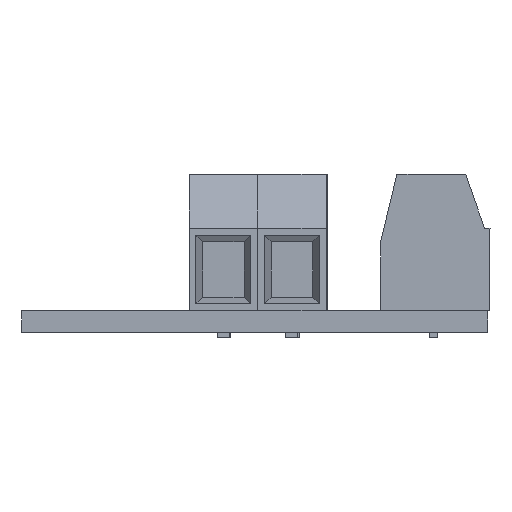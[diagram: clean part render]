
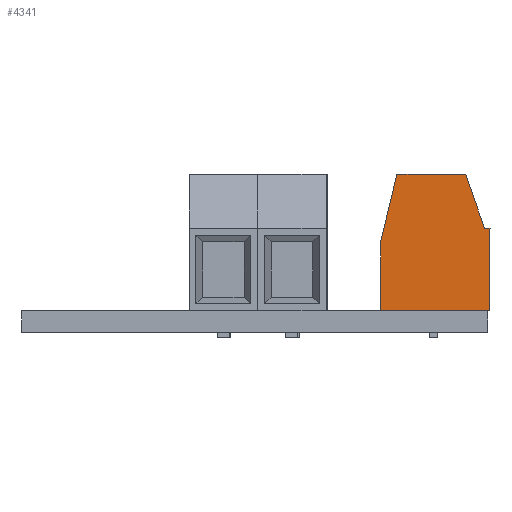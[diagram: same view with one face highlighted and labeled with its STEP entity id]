
A CAD part, left-side view. The second image highlights one B-rep face of the part: STEP entity #4341.
In plain terms, the highlighted planar face has unit normal (-1, 0, 0).
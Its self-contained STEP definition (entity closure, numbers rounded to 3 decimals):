
#3659 = PLANE('',#3660);
#3660 = AXIS2_PLACEMENT_3D('',#3661,#3662,#3663);
#3661 = CARTESIAN_POINT('',(0.,10.1,0.));
#3662 = DIRECTION('',(0.,-1.,0.));
#3663 = DIRECTION('',(0.,0.,-1.));
#3789 = EDGE_CURVE('',#3790,#3792,#3794,.T.);
#3790 = VERTEX_POINT('',#3791);
#3791 = CARTESIAN_POINT('',(0.,0.,-8.1));
#3792 = VERTEX_POINT('',#3793);
#3793 = CARTESIAN_POINT('',(0.,0.,0.));
#3794 = SURFACE_CURVE('',#3795,(#3799,#3811),.PCURVE_S1.);
#3795 = LINE('',#3796,#3797);
#3796 = CARTESIAN_POINT('',(0.,0.,0.));
#3797 = VECTOR('',#3798,1.);
#3798 = DIRECTION('',(0.,0.,1.));
#3799 = PCURVE('',#3800,#3805);
#3800 = PLANE('',#3801);
#3801 = AXIS2_PLACEMENT_3D('',#3802,#3803,#3804);
#3802 = CARTESIAN_POINT('',(0.,0.,0.));
#3803 = DIRECTION('',(0.,-1.,0.));
#3804 = DIRECTION('',(0.,0.,-1.));
#3805 = DEFINITIONAL_REPRESENTATION('',(#3806),#3810);
#3806 = LINE('',#3807,#3808);
#3807 = CARTESIAN_POINT('',(0.,0.));
#3808 = VECTOR('',#3809,1.);
#3809 = DIRECTION('',(-1.,0.));
#3810 = ( GEOMETRIC_REPRESENTATION_CONTEXT(2) 
PARAMETRIC_REPRESENTATION_CONTEXT() REPRESENTATION_CONTEXT('2D SPACE',''
  ) );
#3811 = PCURVE('',#3812,#3817);
#3812 = PLANE('',#3813);
#3813 = AXIS2_PLACEMENT_3D('',#3814,#3815,#3816);
#3814 = CARTESIAN_POINT('',(0.,10.1,0.));
#3815 = DIRECTION('',(1.,0.,0.));
#3816 = DIRECTION('',(0.,0.,-1.));
#3817 = DEFINITIONAL_REPRESENTATION('',(#3818),#3822);
#3818 = LINE('',#3819,#3820);
#3819 = CARTESIAN_POINT('',(0.,-10.1));
#3820 = VECTOR('',#3821,1.);
#3821 = DIRECTION('',(-1.,0.));
#3822 = ( GEOMETRIC_REPRESENTATION_CONTEXT(2) 
PARAMETRIC_REPRESENTATION_CONTEXT() REPRESENTATION_CONTEXT('2D SPACE',''
  ) );
#3840 = PLANE('',#3841);
#3841 = AXIS2_PLACEMENT_3D('',#3842,#3843,#3844);
#3842 = CARTESIAN_POINT('',(0.,10.1,-8.1));
#3843 = DIRECTION('',(0.,0.,1.));
#3844 = DIRECTION('',(1.,0.,0.));
#3894 = PLANE('',#3895);
#3895 = AXIS2_PLACEMENT_3D('',#3896,#3897,#3898);
#3896 = CARTESIAN_POINT('',(0.,10.1,0.));
#3897 = DIRECTION('',(0.,0.,-1.));
#3898 = DIRECTION('',(-1.,0.,0.));
#4100 = VERTEX_POINT('',#4101);
#4101 = CARTESIAN_POINT('',(0.,10.1,-6.9));
#4115 = PLANE('',#4116);
#4116 = AXIS2_PLACEMENT_3D('',#4117,#4118,#4119);
#4117 = CARTESIAN_POINT('',(0.,10.1,-6.9));
#4118 = DIRECTION('',(0.,-0.233,0.972));
#4119 = DIRECTION('',(-1.,0.,0.));
#4127 = EDGE_CURVE('',#4100,#4128,#4130,.T.);
#4128 = VERTEX_POINT('',#4129);
#4129 = CARTESIAN_POINT('',(0.,10.1,-1.8));
#4130 = SURFACE_CURVE('',#4131,(#4135,#4142),.PCURVE_S1.);
#4131 = LINE('',#4132,#4133);
#4132 = CARTESIAN_POINT('',(0.,10.1,0.));
#4133 = VECTOR('',#4134,1.);
#4134 = DIRECTION('',(0.,0.,1.));
#4135 = PCURVE('',#3659,#4136);
#4136 = DEFINITIONAL_REPRESENTATION('',(#4137),#4141);
#4137 = LINE('',#4138,#4139);
#4138 = CARTESIAN_POINT('',(0.,0.));
#4139 = VECTOR('',#4140,1.);
#4140 = DIRECTION('',(-1.,0.));
#4141 = ( GEOMETRIC_REPRESENTATION_CONTEXT(2) 
PARAMETRIC_REPRESENTATION_CONTEXT() REPRESENTATION_CONTEXT('2D SPACE',''
  ) );
#4142 = PCURVE('',#3812,#4143);
#4143 = DEFINITIONAL_REPRESENTATION('',(#4144),#4148);
#4144 = LINE('',#4145,#4146);
#4145 = CARTESIAN_POINT('',(0.,0.));
#4146 = VECTOR('',#4147,1.);
#4147 = DIRECTION('',(-1.,0.));
#4148 = ( GEOMETRIC_REPRESENTATION_CONTEXT(2) 
PARAMETRIC_REPRESENTATION_CONTEXT() REPRESENTATION_CONTEXT('2D SPACE',''
  ) );
#4164 = PLANE('',#4165);
#4165 = AXIS2_PLACEMENT_3D('',#4166,#4167,#4168);
#4166 = CARTESIAN_POINT('',(0.,6.1,-0.4));
#4167 = DIRECTION('',(0.,0.33,0.944));
#4168 = DIRECTION('',(1.,0.,0.));
#4341 = ADVANCED_FACE('',(#4342),#3812,.F.);
#4342 = FACE_BOUND('',#4343,.T.);
#4343 = EDGE_LOOP('',(#4344,#4345,#4368,#4389,#4390,#4413,#4441));
#4344 = ORIENTED_EDGE('',*,*,#4127,.F.);
#4345 = ORIENTED_EDGE('',*,*,#4346,.T.);
#4346 = EDGE_CURVE('',#4100,#4347,#4349,.T.);
#4347 = VERTEX_POINT('',#4348);
#4348 = CARTESIAN_POINT('',(0.,5.1,-8.1));
#4349 = SURFACE_CURVE('',#4350,(#4354,#4361),.PCURVE_S1.);
#4350 = LINE('',#4351,#4352);
#4351 = CARTESIAN_POINT('',(0.,10.1,-6.9));
#4352 = VECTOR('',#4353,1.);
#4353 = DIRECTION('',(0.,-0.972,-0.233));
#4354 = PCURVE('',#3812,#4355);
#4355 = DEFINITIONAL_REPRESENTATION('',(#4356),#4360);
#4356 = LINE('',#4357,#4358);
#4357 = CARTESIAN_POINT('',(6.9,0.));
#4358 = VECTOR('',#4359,1.);
#4359 = DIRECTION('',(0.233,-0.972));
#4360 = ( GEOMETRIC_REPRESENTATION_CONTEXT(2) 
PARAMETRIC_REPRESENTATION_CONTEXT() REPRESENTATION_CONTEXT('2D SPACE',''
  ) );
#4361 = PCURVE('',#4115,#4362);
#4362 = DEFINITIONAL_REPRESENTATION('',(#4363),#4367);
#4363 = LINE('',#4364,#4365);
#4364 = CARTESIAN_POINT('',(0.,0.));
#4365 = VECTOR('',#4366,1.);
#4366 = DIRECTION('',(0.,1.));
#4367 = ( GEOMETRIC_REPRESENTATION_CONTEXT(2) 
PARAMETRIC_REPRESENTATION_CONTEXT() REPRESENTATION_CONTEXT('2D SPACE',''
  ) );
#4368 = ORIENTED_EDGE('',*,*,#4369,.T.);
#4369 = EDGE_CURVE('',#4347,#3790,#4370,.T.);
#4370 = SURFACE_CURVE('',#4371,(#4375,#4382),.PCURVE_S1.);
#4371 = LINE('',#4372,#4373);
#4372 = CARTESIAN_POINT('',(0.,10.1,-8.1));
#4373 = VECTOR('',#4374,1.);
#4374 = DIRECTION('',(0.,-1.,0.));
#4375 = PCURVE('',#3812,#4376);
#4376 = DEFINITIONAL_REPRESENTATION('',(#4377),#4381);
#4377 = LINE('',#4378,#4379);
#4378 = CARTESIAN_POINT('',(8.1,0.));
#4379 = VECTOR('',#4380,1.);
#4380 = DIRECTION('',(0.,-1.));
#4381 = ( GEOMETRIC_REPRESENTATION_CONTEXT(2) 
PARAMETRIC_REPRESENTATION_CONTEXT() REPRESENTATION_CONTEXT('2D SPACE',''
  ) );
#4382 = PCURVE('',#3840,#4383);
#4383 = DEFINITIONAL_REPRESENTATION('',(#4384),#4388);
#4384 = LINE('',#4385,#4386);
#4385 = CARTESIAN_POINT('',(0.,0.));
#4386 = VECTOR('',#4387,1.);
#4387 = DIRECTION('',(0.,-1.));
#4388 = ( GEOMETRIC_REPRESENTATION_CONTEXT(2) 
PARAMETRIC_REPRESENTATION_CONTEXT() REPRESENTATION_CONTEXT('2D SPACE',''
  ) );
#4389 = ORIENTED_EDGE('',*,*,#3789,.T.);
#4390 = ORIENTED_EDGE('',*,*,#4391,.F.);
#4391 = EDGE_CURVE('',#4392,#3792,#4394,.T.);
#4392 = VERTEX_POINT('',#4393);
#4393 = CARTESIAN_POINT('',(0.,6.1,0.));
#4394 = SURFACE_CURVE('',#4395,(#4399,#4406),.PCURVE_S1.);
#4395 = LINE('',#4396,#4397);
#4396 = CARTESIAN_POINT('',(0.,10.1,0.));
#4397 = VECTOR('',#4398,1.);
#4398 = DIRECTION('',(0.,-1.,0.));
#4399 = PCURVE('',#3812,#4400);
#4400 = DEFINITIONAL_REPRESENTATION('',(#4401),#4405);
#4401 = LINE('',#4402,#4403);
#4402 = CARTESIAN_POINT('',(0.,0.));
#4403 = VECTOR('',#4404,1.);
#4404 = DIRECTION('',(0.,-1.));
#4405 = ( GEOMETRIC_REPRESENTATION_CONTEXT(2) 
PARAMETRIC_REPRESENTATION_CONTEXT() REPRESENTATION_CONTEXT('2D SPACE',''
  ) );
#4406 = PCURVE('',#3894,#4407);
#4407 = DEFINITIONAL_REPRESENTATION('',(#4408),#4412);
#4408 = LINE('',#4409,#4410);
#4409 = CARTESIAN_POINT('',(0.,0.));
#4410 = VECTOR('',#4411,1.);
#4411 = DIRECTION('',(0.,-1.));
#4412 = ( GEOMETRIC_REPRESENTATION_CONTEXT(2) 
PARAMETRIC_REPRESENTATION_CONTEXT() REPRESENTATION_CONTEXT('2D SPACE',''
  ) );
#4413 = ORIENTED_EDGE('',*,*,#4414,.F.);
#4414 = EDGE_CURVE('',#4415,#4392,#4417,.T.);
#4415 = VERTEX_POINT('',#4416);
#4416 = CARTESIAN_POINT('',(0.,6.1,-0.4));
#4417 = SURFACE_CURVE('',#4418,(#4422,#4429),.PCURVE_S1.);
#4418 = LINE('',#4419,#4420);
#4419 = CARTESIAN_POINT('',(0.,6.1,-0.4));
#4420 = VECTOR('',#4421,1.);
#4421 = DIRECTION('',(0.,0.,1.));
#4422 = PCURVE('',#3812,#4423);
#4423 = DEFINITIONAL_REPRESENTATION('',(#4424),#4428);
#4424 = LINE('',#4425,#4426);
#4425 = CARTESIAN_POINT('',(0.4,-4.));
#4426 = VECTOR('',#4427,1.);
#4427 = DIRECTION('',(-1.,0.));
#4428 = ( GEOMETRIC_REPRESENTATION_CONTEXT(2) 
PARAMETRIC_REPRESENTATION_CONTEXT() REPRESENTATION_CONTEXT('2D SPACE',''
  ) );
#4429 = PCURVE('',#4430,#4435);
#4430 = PLANE('',#4431);
#4431 = AXIS2_PLACEMENT_3D('',#4432,#4433,#4434);
#4432 = CARTESIAN_POINT('',(0.,6.1,-0.4));
#4433 = DIRECTION('',(0.,-1.,0.));
#4434 = DIRECTION('',(0.,0.,-1.));
#4435 = DEFINITIONAL_REPRESENTATION('',(#4436),#4440);
#4436 = LINE('',#4437,#4438);
#4437 = CARTESIAN_POINT('',(0.,0.));
#4438 = VECTOR('',#4439,1.);
#4439 = DIRECTION('',(-1.,0.));
#4440 = ( GEOMETRIC_REPRESENTATION_CONTEXT(2) 
PARAMETRIC_REPRESENTATION_CONTEXT() REPRESENTATION_CONTEXT('2D SPACE',''
  ) );
#4441 = ORIENTED_EDGE('',*,*,#4442,.T.);
#4442 = EDGE_CURVE('',#4415,#4128,#4443,.T.);
#4443 = SURFACE_CURVE('',#4444,(#4448,#4455),.PCURVE_S1.);
#4444 = LINE('',#4445,#4446);
#4445 = CARTESIAN_POINT('',(0.,6.1,-0.4));
#4446 = VECTOR('',#4447,1.);
#4447 = DIRECTION('',(0.,0.944,-0.33));
#4448 = PCURVE('',#3812,#4449);
#4449 = DEFINITIONAL_REPRESENTATION('',(#4450),#4454);
#4450 = LINE('',#4451,#4452);
#4451 = CARTESIAN_POINT('',(0.4,-4.));
#4452 = VECTOR('',#4453,1.);
#4453 = DIRECTION('',(0.33,0.944));
#4454 = ( GEOMETRIC_REPRESENTATION_CONTEXT(2) 
PARAMETRIC_REPRESENTATION_CONTEXT() REPRESENTATION_CONTEXT('2D SPACE',''
  ) );
#4455 = PCURVE('',#4164,#4456);
#4456 = DEFINITIONAL_REPRESENTATION('',(#4457),#4461);
#4457 = LINE('',#4458,#4459);
#4458 = CARTESIAN_POINT('',(0.,0.));
#4459 = VECTOR('',#4460,1.);
#4460 = DIRECTION('',(0.,1.));
#4461 = ( GEOMETRIC_REPRESENTATION_CONTEXT(2) 
PARAMETRIC_REPRESENTATION_CONTEXT() REPRESENTATION_CONTEXT('2D SPACE',''
  ) );
